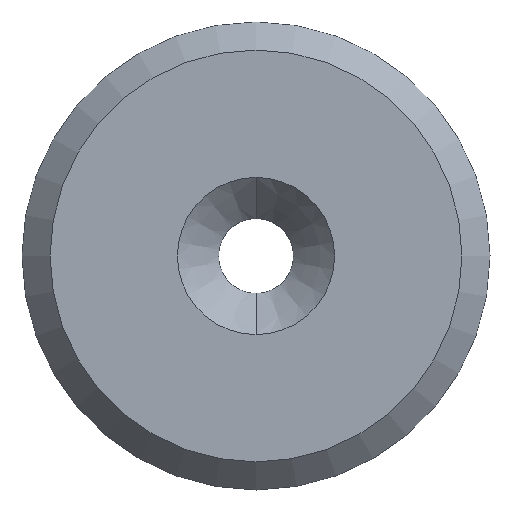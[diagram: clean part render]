
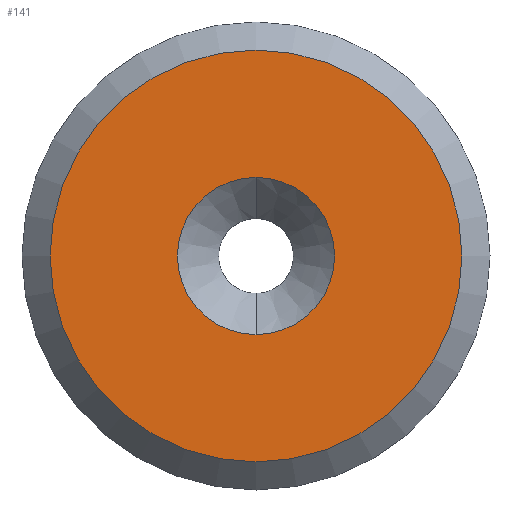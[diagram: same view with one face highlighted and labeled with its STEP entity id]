
A CAD part, front view. The second image highlights one B-rep face of the part: STEP entity #141.
In plain terms, the highlighted planar face has unit normal (0, -1, 0).
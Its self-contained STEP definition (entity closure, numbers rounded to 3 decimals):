
#2 = DIRECTION ( 'NONE',  ( 0., 0., 1. ) ) ;
#11 = EDGE_CURVE ( 'NONE', #112, #241, #25, .T. ) ;
#14 = CIRCLE ( 'NONE', #307, 3.36 ) ;
#25 = CIRCLE ( 'NONE', #237, 8.8 ) ;
#35 = CARTESIAN_POINT ( 'NONE',  ( 0., -2., -3.36 ) ) ;
#43 = VERTEX_POINT ( 'NONE', #35 ) ;
#47 = VERTEX_POINT ( 'NONE', #76 ) ;
#65 = AXIS2_PLACEMENT_3D ( 'NONE', #208, #79, #178 ) ;
#73 = CARTESIAN_POINT ( 'NONE',  ( 0., -2., -8.8 ) ) ;
#76 = CARTESIAN_POINT ( 'NONE',  ( 0., -2., 3.36 ) ) ;
#79 = DIRECTION ( 'NONE',  ( 0., 1., 0. ) ) ;
#82 = DIRECTION ( 'NONE',  ( 0., 1., 0. ) ) ;
#85 = DIRECTION ( 'NONE',  ( 0., 0., 1. ) ) ;
#90 = ORIENTED_EDGE ( 'NONE', *, *, #250, .T. ) ;
#103 = FACE_OUTER_BOUND ( 'NONE', #190, .T. ) ;
#106 = CARTESIAN_POINT ( 'NONE',  ( 0., -2., 0. ) ) ;
#112 = VERTEX_POINT ( 'NONE', #122 ) ;
#119 = ORIENTED_EDGE ( 'NONE', *, *, #235, .T. ) ;
#122 = CARTESIAN_POINT ( 'NONE',  ( 0., -2., 8.8 ) ) ;
#139 = EDGE_LOOP ( 'NONE', ( #119, #90 ) ) ;
#141 = ADVANCED_FACE ( 'NONE', ( #103, #153 ), #278, .F. ) ;
#149 = DIRECTION ( 'NONE',  ( 0., 0., 1. ) ) ;
#153 = FACE_BOUND ( 'NONE', #139, .T. ) ;
#178 = DIRECTION ( 'NONE',  ( 0., 0., 1. ) ) ;
#182 = DIRECTION ( 'NONE',  ( 0., 0., 1. ) ) ;
#188 = EDGE_CURVE ( 'NONE', #241, #112, #207, .T. ) ;
#190 = EDGE_LOOP ( 'NONE', ( #215, #262 ) ) ;
#192 = DIRECTION ( 'NONE',  ( 0., 1., 0. ) ) ;
#207 = CIRCLE ( 'NONE', #222, 8.8 ) ;
#208 = CARTESIAN_POINT ( 'NONE',  ( 8.8, -2., 0. ) ) ;
#215 = ORIENTED_EDGE ( 'NONE', *, *, #11, .F. ) ;
#222 = AXIS2_PLACEMENT_3D ( 'NONE', #252, #283, #85 ) ;
#231 = AXIS2_PLACEMENT_3D ( 'NONE', #291, #192, #2 ) ;
#235 = EDGE_CURVE ( 'NONE', #43, #47, #14, .T. ) ;
#237 = AXIS2_PLACEMENT_3D ( 'NONE', #293, #299, #149 ) ;
#241 = VERTEX_POINT ( 'NONE', #73 ) ;
#250 = EDGE_CURVE ( 'NONE', #47, #43, #287, .T. ) ;
#252 = CARTESIAN_POINT ( 'NONE',  ( 0., -2., 0. ) ) ;
#262 = ORIENTED_EDGE ( 'NONE', *, *, #188, .F. ) ;
#278 = PLANE ( 'NONE',  #65 ) ;
#283 = DIRECTION ( 'NONE',  ( 0., 1., 0. ) ) ;
#287 = CIRCLE ( 'NONE', #231, 3.36 ) ;
#291 = CARTESIAN_POINT ( 'NONE',  ( 0., -2., 0. ) ) ;
#293 = CARTESIAN_POINT ( 'NONE',  ( 0., -2., 0. ) ) ;
#299 = DIRECTION ( 'NONE',  ( 0., 1., 0. ) ) ;
#307 = AXIS2_PLACEMENT_3D ( 'NONE', #106, #82, #182 ) ;
